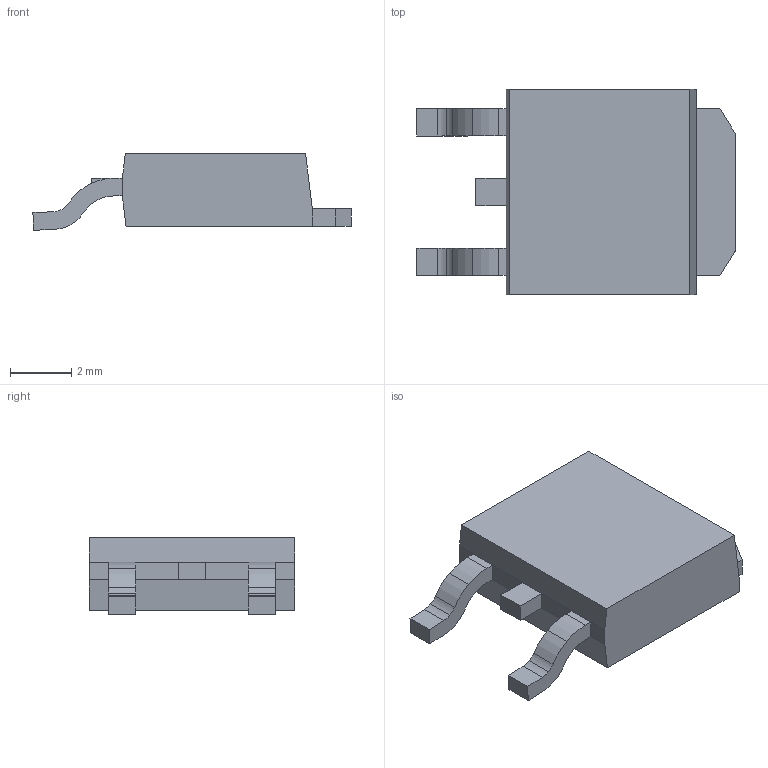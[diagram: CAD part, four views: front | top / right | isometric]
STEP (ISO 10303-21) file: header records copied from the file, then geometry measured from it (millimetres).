
FILE_DESCRIPTION((''),'2;1');
FILE_NAME('TO228P991X238-3AN.stp','2009-09-02T16:40:24',(''),(''),'Mechanical Desktop 2006','Mechanical Desktop 2006',', , ');
FILE_SCHEMA(('AUTOMOTIVE_DESIGN { 1 2 10303 214 0 1 1 1 }'));
Length unit declared in the file: millimetre
Products named in the file (1): Product
Bounding box: 10.42 x 6.73 x 2.51 mm (x, y, z)
Volume: 105.3 mm3; surface area: 260.3 mm2
Topology: 6 solids, 6 shells, 66 faces, 160 edges, 106 vertices
Faces by surface type: plane 50, cylinder 16
Entity records: 1967 total; most frequent: CARTESIAN_POINT 333, DIRECTION 326, ORIENTED_EDGE 320, EDGE_CURVE 160, VECTOR 128, LINE 128, VERTEX_POINT 106, AXIS2_PLACEMENT_3D 99
